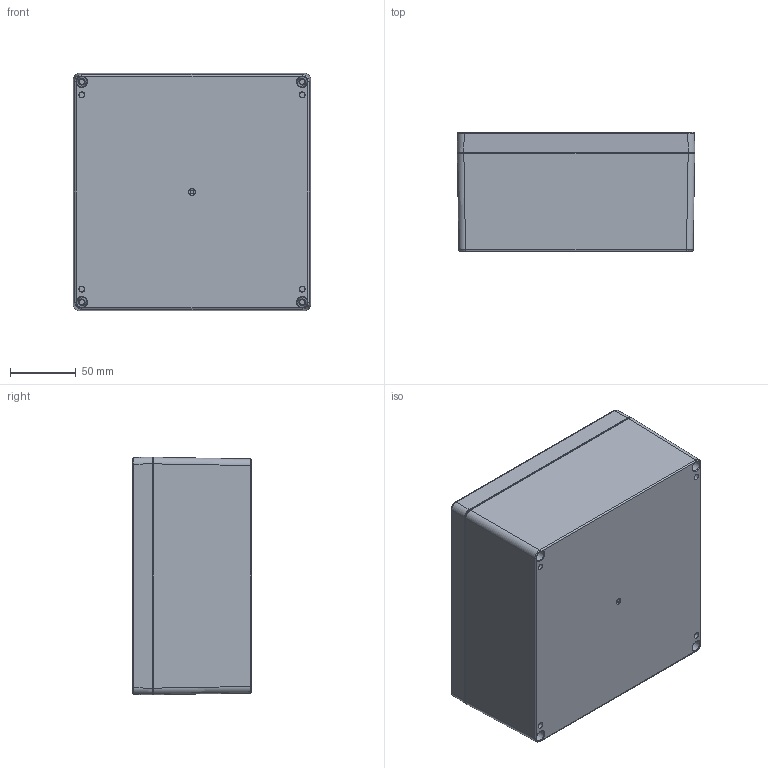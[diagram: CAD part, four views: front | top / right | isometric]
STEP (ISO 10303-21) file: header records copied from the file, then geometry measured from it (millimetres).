
FILE_DESCRIPTION(/* description */ (''),/* implementation_level */ '2;1');
FILE_NAME(/* name */ '1554WA.stp',/* time_stamp */ '2020-10-07T08:38:59-04:00',/* author */ ('mbeerman'),/* organization */ (''),/* preprocessor_version */ 'ST-DEVELOPER v18.1',/* originating_system */ 'Autodesk Inventor 2020',/* authorisation */ '');
FILE_SCHEMA (('AUTOMOTIVE_DESIGN { 1 0 10303 214 3 1 1 }'));
Products named in the file (7): 1554LA; 1554WA Box; 1554 Lid Temp; SC576 (screw M4-0.7X 20mm PN); gasket; Insert; Insert_1
Assembly tree (15 placements, depth 2):
  1554LA
    1554WA Box
    1554 Lid Temp
    SC576 (screw M4-0.7X 20mm PN)  x4
    gasket
    Insert_1  x4
    Insert  x4
Bounding box: 180 x 90.1 x 180 mm (x, y, z)
Volume: 422165.8 mm3; surface area: 282381.6 mm2
Topology: 15 solids, 15 shells, 1862 faces, 4960 edges, 3246 vertices
Faces by surface type: plane 623, bspline 590, cylinder 378, cone 161, torus 85, sphere 25
Full cylindrical faces by diameter (mm): 2.464 x4, 3.251 x4, 3.43 x4, 3.81 x12, 3.88 x4, 3.912 x4, 4.6 x4, 5 x1, 5.334 x4, 5.537 x8, 6.35 x8, 10 x1
Entity records: 48779 total; most frequent: CARTESIAN_POINT 18003, ORIENTED_EDGE 6812, DIRECTION 5553, EDGE_CURVE 3406, VERTEX_POINT 2196, AXIS2_PLACEMENT_3D 1972, LINE 1609, VECTOR 1609
